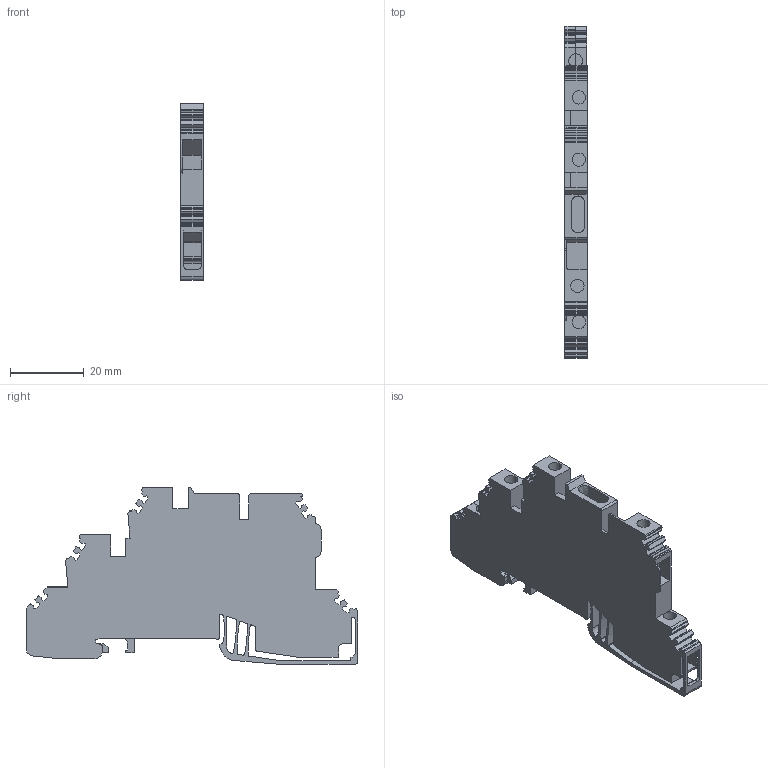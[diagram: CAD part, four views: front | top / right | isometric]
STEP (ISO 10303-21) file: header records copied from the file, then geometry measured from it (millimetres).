
FILE_DESCRIPTION(('CATIA V5 STEP Exchange','CAx-IF Rec.Pracs.--- Model Styling and Organization---1.4--- 2014-01-23'),'2;1');
FILE_NAME ('D1447135_0', '2020-02-19T10:21:09+00:00', ('none'), ('Weidmueller'), 'CATIA Version 5-6 Release 2016 SP3 HF44', 'CATIA V5 STEP AP214', 'none');
FILE_SCHEMA(('AUTOMOTIVE_DESIGN { 1 0 10303 214 1 1 1 1 }'));
Length unit declared in the file: millimetre
Products named in the file (1): 1030200000_WDL_2-5-L-L-PE
Bounding box: 6.1 x 90 x 47.95 mm (x, y, z)
Volume: 15323.7 mm3; surface area: 11471.3 mm2
Topology: 8 solids, 9 shells, 489 faces, 1429 edges, 966 vertices
Faces by surface type: plane 364, cylinder 117, extrusion 8
Entity records: 15834 total; most frequent: CARTESIAN_POINT 3065, ORIENTED_EDGE 2858, DIRECTION 2249, EDGE_CURVE 1429, VECTOR 1150, LINE 1142, VERTEX_POINT 966, AXIS2_PLACEMENT_3D 672
